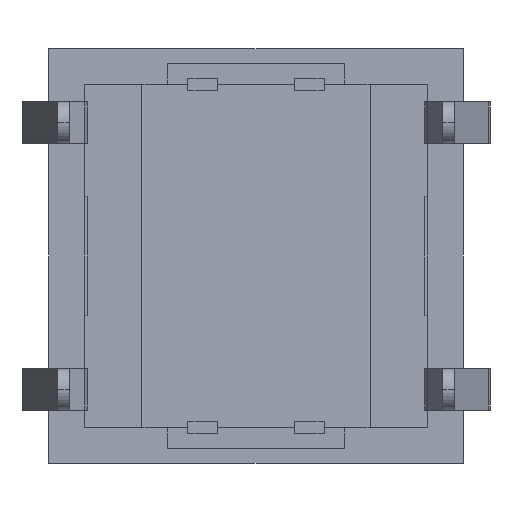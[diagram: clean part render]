
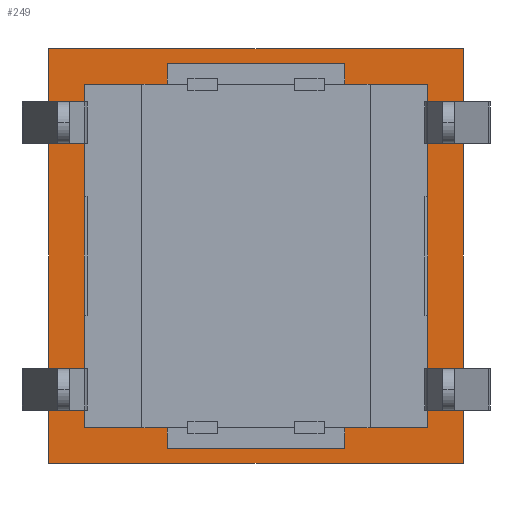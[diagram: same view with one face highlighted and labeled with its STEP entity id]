
A CAD part, front view. The second image highlights one B-rep face of the part: STEP entity #249.
In plain terms, the highlighted planar face has unit normal (0, -1, 0).
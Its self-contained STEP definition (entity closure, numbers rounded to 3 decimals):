
#249 = ADVANCED_FACE ( 'NONE', ( #337 ), #2563, .T. ) ;
#337 = FACE_OUTER_BOUND ( 'NONE', #7158, .T. ) ;
#340 = CARTESIAN_POINT ( 'NONE',  ( 3.5, 5.9, -3.5 ) ) ;
#729 = EDGE_CURVE ( 'NONE', #3316, #1656, #3029, .T. ) ;
#739 = VECTOR ( 'NONE', #4562, 1000. ) ;
#803 = CARTESIAN_POINT ( 'NONE',  ( -3.5, 5.9, -3.5 ) ) ;
#1089 = LINE ( 'NONE', #340, #7262 ) ;
#1448 = VERTEX_POINT ( 'NONE', #7040 ) ;
#1656 = VERTEX_POINT ( 'NONE', #4757 ) ;
#1774 = CARTESIAN_POINT ( 'NONE',  ( -3.5, 5.9, -3.5 ) ) ;
#2266 = VERTEX_POINT ( 'NONE', #4400 ) ;
#2322 = DIRECTION ( 'NONE',  ( 0., 0., 1. ) ) ;
#2351 = AXIS2_PLACEMENT_3D ( 'NONE', #4915, #5479, #2621 ) ;
#2489 = DIRECTION ( 'NONE',  ( -1., 0., 0. ) ) ;
#2563 = PLANE ( 'NONE',  #2351 ) ;
#2621 = DIRECTION ( 'NONE',  ( 1., 0., 0. ) ) ;
#2653 = ORIENTED_EDGE ( 'NONE', *, *, #3765, .F. ) ;
#2850 = VECTOR ( 'NONE', #2489, 1000. ) ;
#2876 = EDGE_CURVE ( 'NONE', #1448, #3316, #1089, .T. ) ;
#3029 = LINE ( 'NONE', #803, #2850 ) ;
#3108 = CARTESIAN_POINT ( 'NONE',  ( 3.5, 5.9, -3.5 ) ) ;
#3263 = ORIENTED_EDGE ( 'NONE', *, *, #6543, .F. ) ;
#3316 = VERTEX_POINT ( 'NONE', #3108 ) ;
#3356 = CARTESIAN_POINT ( 'NONE',  ( -3.5, 5.9, 3.5 ) ) ;
#3765 = EDGE_CURVE ( 'NONE', #1656, #2266, #5067, .T. ) ;
#4400 = CARTESIAN_POINT ( 'NONE',  ( -3.5, 5.9, 3.5 ) ) ;
#4562 = DIRECTION ( 'NONE',  ( 1., 0., 0. ) ) ;
#4757 = CARTESIAN_POINT ( 'NONE',  ( -3.5, 5.9, -3.5 ) ) ;
#4915 = CARTESIAN_POINT ( 'NONE',  ( 0., 5.9, 0. ) ) ;
#5067 = LINE ( 'NONE', #1774, #5529 ) ;
#5479 = DIRECTION ( 'NONE',  ( 0., -1., 0. ) ) ;
#5506 = LINE ( 'NONE', #3356, #739 ) ;
#5529 = VECTOR ( 'NONE', #2322, 1000. ) ;
#6064 = ORIENTED_EDGE ( 'NONE', *, *, #729, .F. ) ;
#6264 = DIRECTION ( 'NONE',  ( 0., 0., -1. ) ) ;
#6303 = ORIENTED_EDGE ( 'NONE', *, *, #2876, .F. ) ;
#6543 = EDGE_CURVE ( 'NONE', #2266, #1448, #5506, .T. ) ;
#7040 = CARTESIAN_POINT ( 'NONE',  ( 3.5, 5.9, 3.5 ) ) ;
#7158 = EDGE_LOOP ( 'NONE', ( #3263, #2653, #6064, #6303 ) ) ;
#7262 = VECTOR ( 'NONE', #6264, 1000. ) ;
